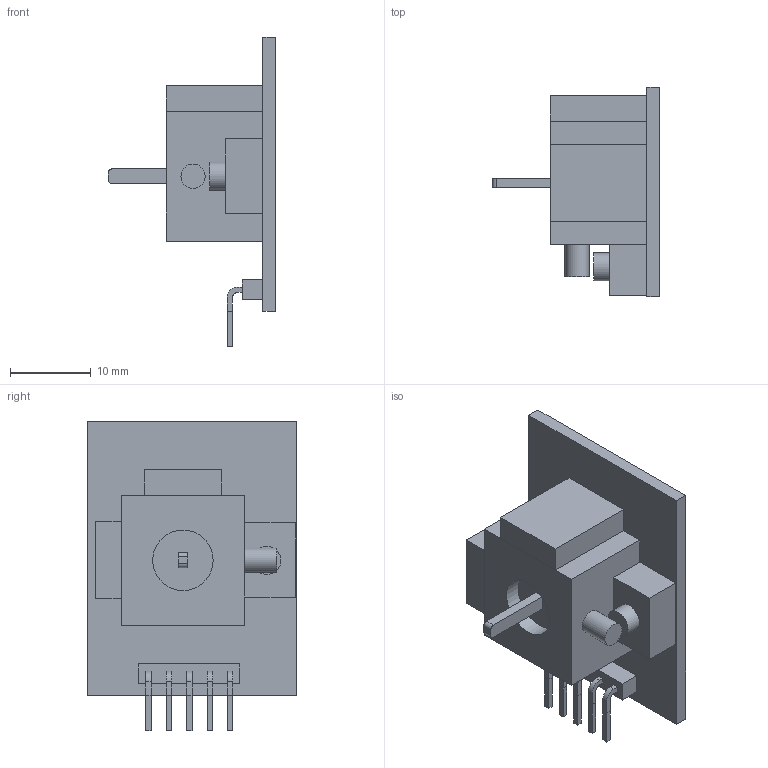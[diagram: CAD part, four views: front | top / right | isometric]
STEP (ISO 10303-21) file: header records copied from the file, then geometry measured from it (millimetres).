
FILE_DESCRIPTION(/* description */ (''),/* implementation_level */ '2;1');
FILE_NAME(/* name */ 'THUMBSTICK-DB v3.step',/* time_stamp */ '2022-07-01T14:34:22-07:00',/* author */ (''),/* organization */ (''),/* preprocessor_version */ 'ST-DEVELOPER v19',/* originating_system */ 'Autodesk Translation Framework v11.7.0.108',/* authorisation */ '');
FILE_SCHEMA (('AUTOMOTIVE_DESIGN { 1 0 10303 214 3 1 1 }'));
Length unit declared in the file: millimetre
Products named in the file (1): THUMBSTICK-DB
Bounding box: 20.75 x 25.95 x 38.4 mm (x, y, z)
Volume: 5449.7 mm3; surface area: 4655.1 mm2
Topology: 19 solids, 19 shells, 132 faces, 279 edges, 186 vertices
Faces by surface type: plane 117, cylinder 15
Full cylindrical faces by diameter (mm): 3 x1, 3.5 x1, 7.5 x1
Entity records: 3545 total; most frequent: CARTESIAN_POINT 598, DIRECTION 575, ORIENTED_EDGE 558, EDGE_CURVE 279, LINE 249, VECTOR 249, VERTEX_POINT 186, AXIS2_PLACEMENT_3D 163
